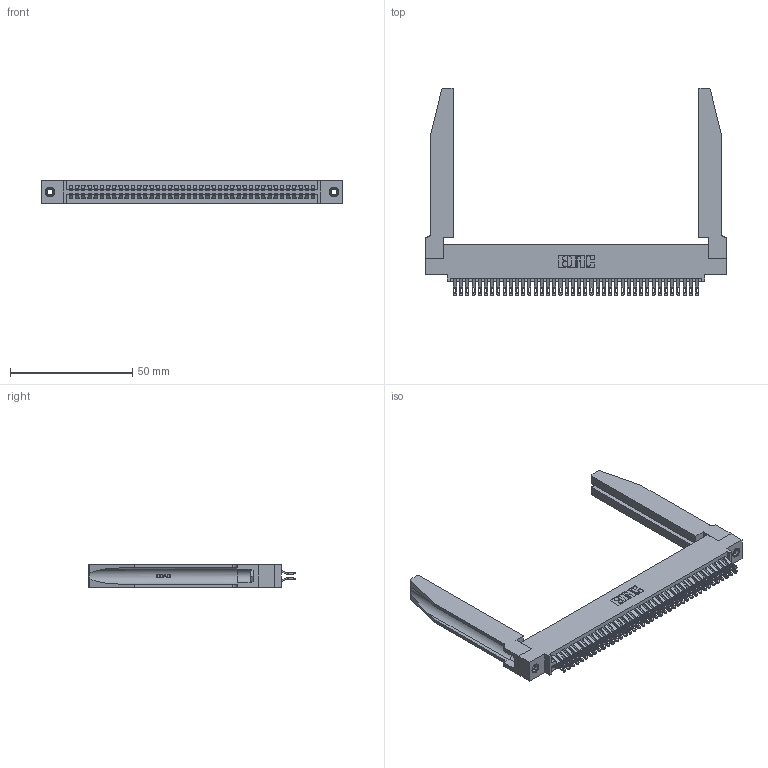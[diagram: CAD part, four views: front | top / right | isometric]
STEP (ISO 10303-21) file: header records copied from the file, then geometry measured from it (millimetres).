
FILE_DESCRIPTION (( 'STEP AP203' ), '1' );
FILE_NAME ('345-080-555-578.STEP', '2019-10-31T20:09:36', ( '' ), ( '' ), 'SwSTEP 2.0', 'SolidWorks 2016', '' );
FILE_SCHEMA (( 'CONFIG_CONTROL_DESIGN' ));
Length unit declared in the file: inch
Products named in the file (5): 345-080-555-578; 345-250-001_345-250-001-102; 345-220-078_345-220-078; 345-292-001_555 Tail; 345 Part_0.110 Offset - 0.156 Dia-TH
Assembly tree (85 placements, depth 2):
  345-080-555-578
    345 Part_0.110 Offset - 0.156 Dia-TH
    345-292-001_555 Tail  x80
    345-250-001_345-250-001-102  x2
    345-220-078_345-220-078  x2
Bounding box: 122.83 x 84.89 x 9.4 mm (x, y, z)
Volume: 19842.8 mm3; surface area: 25544.6 mm2
Topology: 85 solids, 85 shells, 4844 faces, 15121 edges, 10070 vertices
Faces by surface type: plane 2706, cylinder 2086, bspline 36, cone 12, torus 4
Entity records: 36852 total; most frequent: CARTESIAN_POINT 7133, ORIENTED_EDGE 5934, DIRECTION 5253, EDGE_CURVE 2967, LINE 2561, VECTOR 2561, VERTEX_POINT 1972, AXIS2_PLACEMENT_3D 1346
